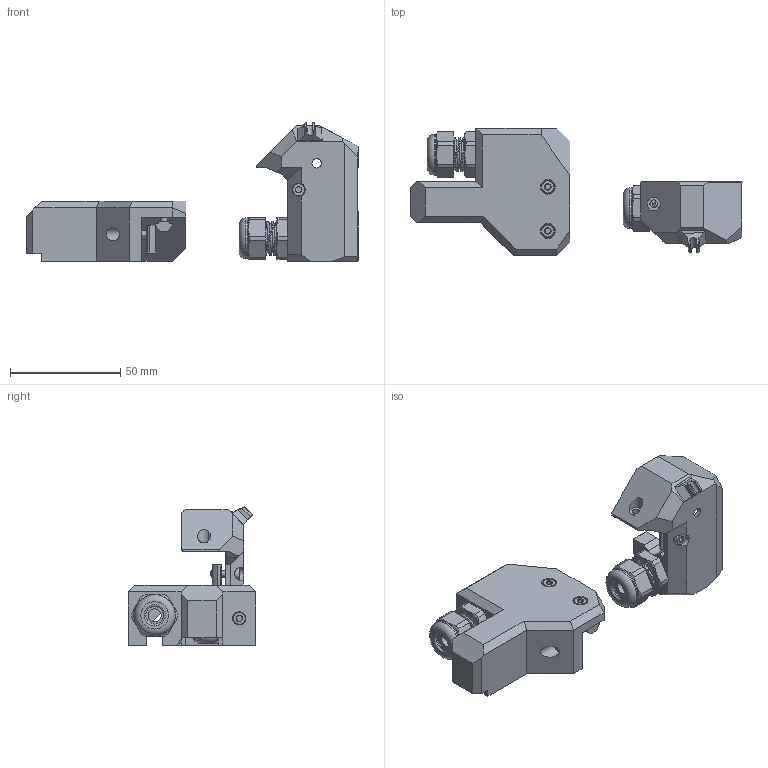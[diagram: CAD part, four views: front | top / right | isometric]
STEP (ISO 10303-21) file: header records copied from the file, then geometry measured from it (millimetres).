
FILE_DESCRIPTION(/* description */ (''),/* implementation_level */ '2;1');
FILE_NAME(/* name */ 'v2.4_z_umbilical.step',/* time_stamp */ '2025-06-03T06:53:59-05:00',/* author */ (''),/* organization */ (''),/* preprocessor_version */ 'ST-DEVELOPER v20.1',/* originating_system */ 'Autodesk Translation Framework v14.10.0.0',/* authorisation */ '');
FILE_SCHEMA (('AUTOMOTIVE_DESIGN { 1 0 10303 214 3 1 1 }'));
Length unit declared in the file: millimetre
Products named in the file (6): v2.4_z_umbilical; Upper_Z_umbilical; Lower_Z_umbilical; PG9_gland; M3x8 SHCS; M3 Roll-In T Nut
Assembly tree (12 placements, depth 3):
  v2.4_z_umbilical
    Upper_Z_umbilical
      PG9_gland
      M3 Roll-In T Nut
      M3x8 SHCS
    Lower_Z_umbilical
      PG9_gland
      M3x8 SHCS  x3
      M3 Roll-In T Nut  x3
Bounding box: 150.82 x 57.93 x 62.98 mm (x, y, z)
Volume: 72886.6 mm3; surface area: 37626.3 mm2
Topology: 16 solids, 16 shells, 637 faces, 1721 edges, 1131 vertices
Faces by surface type: plane 338, cylinder 144, cone 94, bspline 49, torus 12
Full cylindrical faces by diameter (mm): 3 x4, 3.086 x4, 3.4 x4, 4.25 x1, 5.5 x4, 6 x6, 8 x4, 10.543 x4, 13.085 x4, 15.2 x8, 18.5 x2
Entity records: 28554 total; most frequent: CARTESIAN_POINT 17674, ORIENTED_EDGE 2440, DIRECTION 1949, EDGE_CURVE 1220, VERTEX_POINT 818, LINE 701, VECTOR 701, AXIS2_PLACEMENT_3D 624
